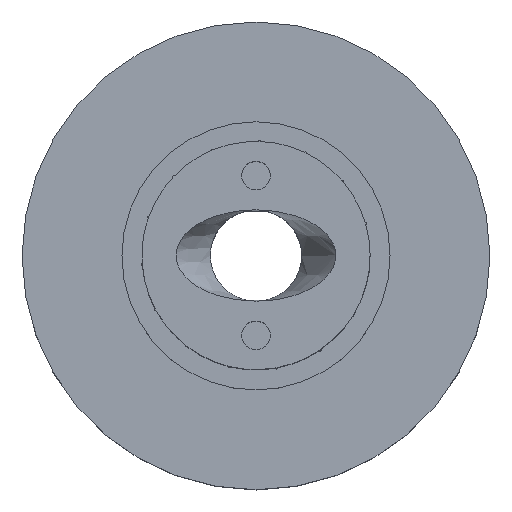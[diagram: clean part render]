
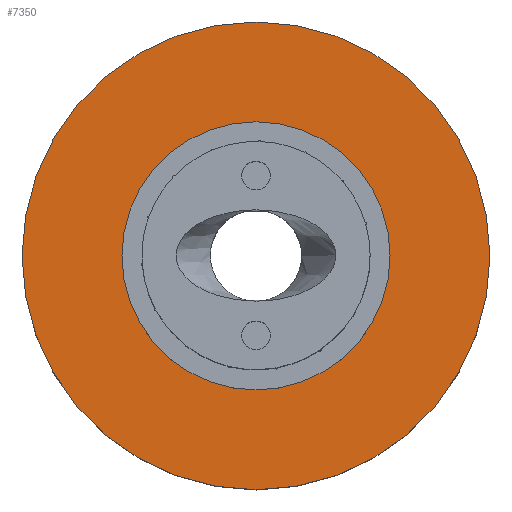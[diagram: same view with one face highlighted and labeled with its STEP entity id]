
A CAD part, top view. The second image highlights one B-rep face of the part: STEP entity #7350.
In plain terms, the highlighted planar face has unit normal (0, 0, 1).
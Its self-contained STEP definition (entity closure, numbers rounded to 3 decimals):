
#21=FACE_BOUND('',#508,.T.);
#39=PLANE('',#8576);
#90=FACE_OUTER_BOUND('',#507,.T.);
#507=EDGE_LOOP('',(#5459));
#508=EDGE_LOOP('',(#5460));
#1751=CIRCLE('',#7842,11.75);
#2114=CIRCLE('',#8209,20.5);
#2556=VERTEX_POINT('',#12091);
#2919=VERTEX_POINT('',#12823);
#3399=EDGE_CURVE('',#2556,#2556,#1751,.T.);
#3763=EDGE_CURVE('',#2919,#2919,#2114,.T.);
#5459=ORIENTED_EDGE('',*,*,#3763,.F.);
#5460=ORIENTED_EDGE('',*,*,#3399,.T.);
#7350=ADVANCED_FACE('',(#90,#21),#39,.F.);
#7842=AXIS2_PLACEMENT_3D('',#12093,#9210,#9211);
#8209=AXIS2_PLACEMENT_3D('',#12824,#9945,#9946);
#8576=AXIS2_PLACEMENT_3D('',#13557,#10682,#10683);
#9210=DIRECTION('center_axis',(0.,0.,-1.));
#9211=DIRECTION('ref_axis',(1.,0.,0.));
#9945=DIRECTION('center_axis',(0.,0.,-1.));
#9946=DIRECTION('ref_axis',(-1.,0.,0.));
#10682=DIRECTION('center_axis',(0.,0.,-1.));
#10683=DIRECTION('ref_axis',(-1.,0.,0.));
#12091=CARTESIAN_POINT('',(-11.741,0.023,1.5));
#12093=CARTESIAN_POINT('Origin',(0.009,0.023,
1.5));
#12823=CARTESIAN_POINT('',(20.509,0.023,1.5));
#12824=CARTESIAN_POINT('Origin',(0.009,0.023,
1.5));
#13557=CARTESIAN_POINT('Origin',(0.009,0.023,
1.5));
